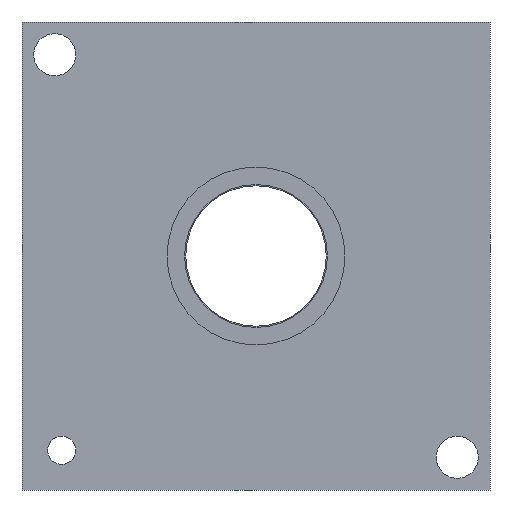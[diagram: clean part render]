
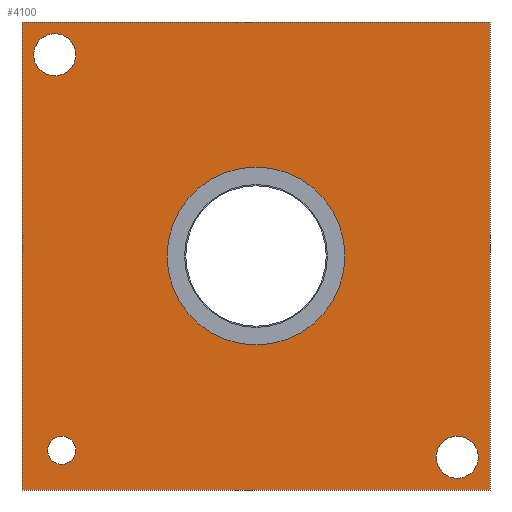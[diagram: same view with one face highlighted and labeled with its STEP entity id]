
A CAD part, front view. The second image highlights one B-rep face of the part: STEP entity #4100.
In plain terms, the highlighted planar face has unit normal (0, -1, 0).
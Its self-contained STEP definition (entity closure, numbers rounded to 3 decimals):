
#53=FACE_BOUND('',#659,.T.);
#54=FACE_BOUND('',#660,.T.);
#55=FACE_BOUND('',#661,.T.);
#56=FACE_BOUND('',#662,.T.);
#80=CIRCLE('',#4257,4.5);
#81=CIRCLE('',#4259,4.5);
#82=CIRCLE('',#4261,3.);
#83=CIRCLE('',#4263,19.);
#408=FACE_OUTER_BOUND('',#658,.T.);
#658=EDGE_LOOP('',(#3682,#3683,#3684,#3685));
#659=EDGE_LOOP('',(#3686));
#660=EDGE_LOOP('',(#3687));
#661=EDGE_LOOP('',(#3688));
#662=EDGE_LOOP('',(#3689));
#1233=LINE('',#7624,#1630);
#1234=LINE('',#7626,#1631);
#1235=LINE('',#7628,#1632);
#1236=LINE('',#7629,#1633);
#1630=VECTOR('',#4969,100.);
#1631=VECTOR('',#4970,100.);
#1632=VECTOR('',#4971,100.);
#1633=VECTOR('',#4972,100.);
#2012=VERTEX_POINT('',#7613);
#2013=VERTEX_POINT('',#7616);
#2014=VERTEX_POINT('',#7619);
#2015=VERTEX_POINT('',#7622);
#2016=VERTEX_POINT('',#7623);
#2017=VERTEX_POINT('',#7625);
#2018=VERTEX_POINT('',#7627);
#2019=VERTEX_POINT('',#7630);
#2585=EDGE_CURVE('',#2012,#2012,#80,.T.);
#2586=EDGE_CURVE('',#2013,#2013,#81,.T.);
#2587=EDGE_CURVE('',#2014,#2014,#82,.T.);
#2588=EDGE_CURVE('',#2015,#2016,#1233,.T.);
#2589=EDGE_CURVE('',#2016,#2017,#1234,.T.);
#2590=EDGE_CURVE('',#2017,#2018,#1235,.T.);
#2591=EDGE_CURVE('',#2018,#2015,#1236,.T.);
#2592=EDGE_CURVE('',#2019,#2019,#83,.T.);
#3682=ORIENTED_EDGE('',*,*,#2588,.T.);
#3683=ORIENTED_EDGE('',*,*,#2589,.T.);
#3684=ORIENTED_EDGE('',*,*,#2590,.T.);
#3685=ORIENTED_EDGE('',*,*,#2591,.T.);
#3686=ORIENTED_EDGE('',*,*,#2592,.F.);
#3687=ORIENTED_EDGE('',*,*,#2585,.T.);
#3688=ORIENTED_EDGE('',*,*,#2586,.T.);
#3689=ORIENTED_EDGE('',*,*,#2587,.T.);
#3882=PLANE('',#4262);
#4100=ADVANCED_FACE('',(#408,#53,#54,#55,#56),#3882,.T.);
#4257=AXIS2_PLACEMENT_3D('',#7614,#4957,#4958);
#4259=AXIS2_PLACEMENT_3D('',#7617,#4961,#4962);
#4261=AXIS2_PLACEMENT_3D('',#7620,#4965,#4966);
#4262=AXIS2_PLACEMENT_3D('',#7621,#4967,#4968);
#4263=AXIS2_PLACEMENT_3D('',#7631,#4973,#4974);
#4957=DIRECTION('center_axis',(0.,1.,0.));
#4958=DIRECTION('ref_axis',(-1.,0.,0.));
#4961=DIRECTION('center_axis',(0.,1.,0.));
#4962=DIRECTION('ref_axis',(-1.,0.,0.));
#4965=DIRECTION('center_axis',(0.,1.,0.));
#4966=DIRECTION('ref_axis',(-1.,0.,0.));
#4967=DIRECTION('center_axis',(0.,-1.,0.));
#4968=DIRECTION('ref_axis',(0.,0.,-1.));
#4969=DIRECTION('',(-1.,0.,0.));
#4970=DIRECTION('',(0.,0.,-1.));
#4971=DIRECTION('',(1.,0.,0.));
#4972=DIRECTION('',(0.,0.,1.));
#4973=DIRECTION('center_axis',(0.,-1.,0.));
#4974=DIRECTION('ref_axis',(1.,0.,0.));
#7613=CARTESIAN_POINT('',(47.5,136.464,-43.));
#7614=CARTESIAN_POINT('Origin',(43.,136.464,-43.));
#7616=CARTESIAN_POINT('',(-38.5,136.464,43.));
#7617=CARTESIAN_POINT('Origin',(-43.,136.464,43.));
#7619=CARTESIAN_POINT('',(-38.522,136.464,-41.522));
#7620=CARTESIAN_POINT('Origin',(-41.522,136.464,-41.522));
#7621=CARTESIAN_POINT('Origin',(0.,136.464,0.));
#7622=CARTESIAN_POINT('',(50.,136.464,50.));
#7623=CARTESIAN_POINT('',(-50.,136.464,50.));
#7624=CARTESIAN_POINT('',(50.,136.464,50.));
#7625=CARTESIAN_POINT('',(-50.,136.464,-50.));
#7626=CARTESIAN_POINT('',(-50.,136.464,50.));
#7627=CARTESIAN_POINT('',(50.,136.464,-50.));
#7628=CARTESIAN_POINT('',(-50.,136.464,-50.));
#7629=CARTESIAN_POINT('',(50.,136.464,-50.));
#7630=CARTESIAN_POINT('',(19.,136.464,0.));
#7631=CARTESIAN_POINT('Origin',(0.,136.464,0.));
